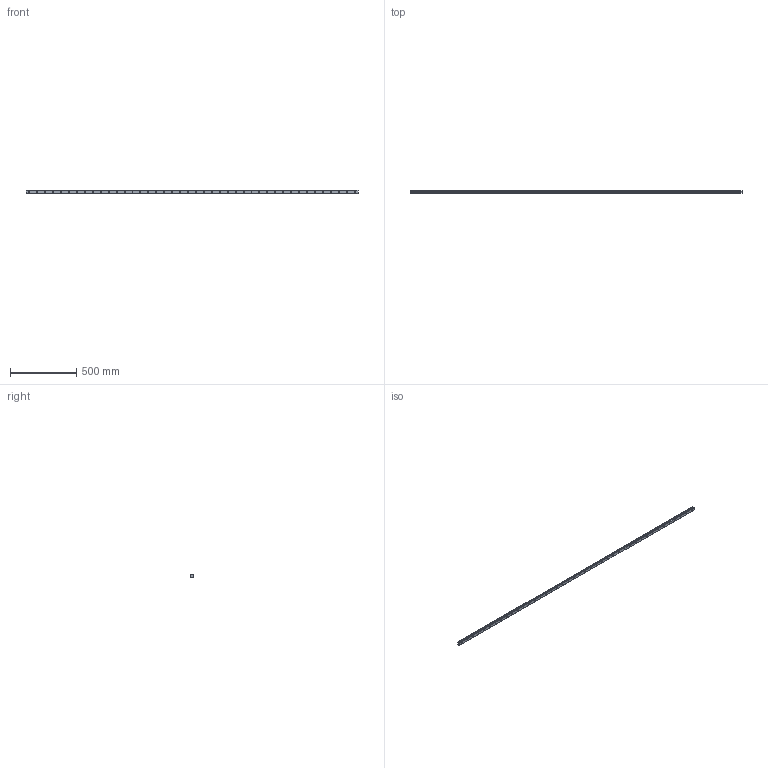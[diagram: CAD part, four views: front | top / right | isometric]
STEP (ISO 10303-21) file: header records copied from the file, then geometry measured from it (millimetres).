
FILE_DESCRIPTION (( 'STEP AP214' ), '1' );
FILE_NAME ('SSR25XTB1SS-2510LY_G25_0_B-M6F_1213-5_0_0_0.STEP', '2021-06-29T09:11:05', ( '' ), ( '' ), 'SwSTEP 2.0', 'SolidWorks 2021', '' );
FILE_SCHEMA (( 'AUTOMOTIVE_DESIGN' ));
Length unit declared in the file: millimetre
Products named in the file (2): _SSR25XTBY251025Y Track; SSR25XTB1SS-2510LY_G25_0_B-M6F_1213-5_0_0_0
Assembly tree (1 placements, depth 2):
  SSR25XTB1SS-2510LY_G25_0_B-M6F_1213-5_0_0_0
    _SSR25XTBY251025Y Track
Bounding box: 2510 x 18 x 23 mm (x, y, z)
Volume: 877840.7 mm3; surface area: 236035.2 mm2
Topology: 1 solids, 1 shells, 236 faces, 576 edges, 384 vertices
Faces by surface type: cylinder 176, plane 60
Entity records: 7366 total; most frequent: DIRECTION 1408, CARTESIAN_POINT 1200, ORIENTED_EDGE 1152, AXIS2_PLACEMENT_3D 592, EDGE_CURVE 576, VERTEX_POINT 384, EDGE_LOOP 362, CIRCLE 352
